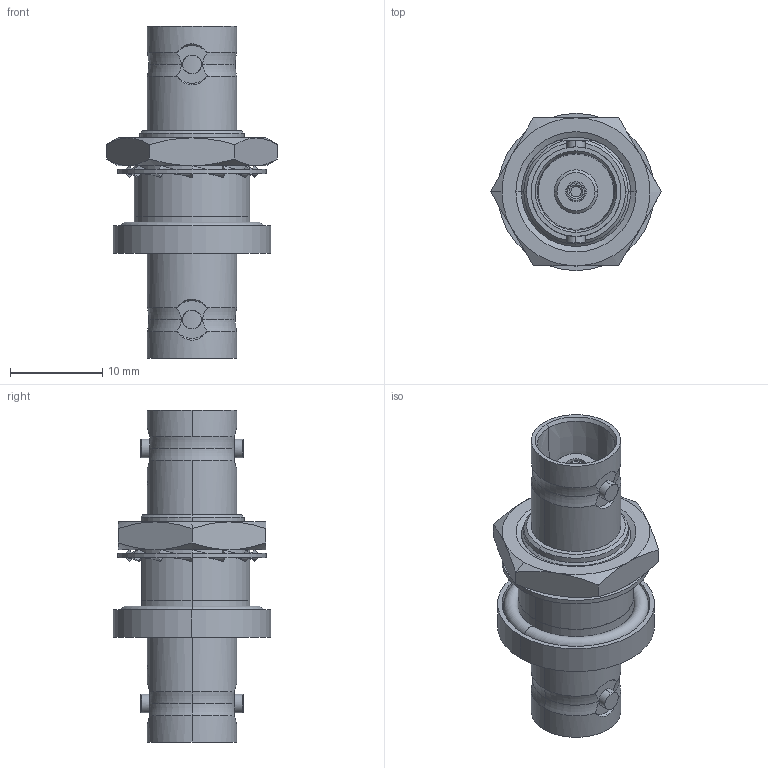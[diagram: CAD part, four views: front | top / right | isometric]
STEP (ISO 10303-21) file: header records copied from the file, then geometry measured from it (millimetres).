
FILE_DESCRIPTION (( 'STEP AP214' ), '1' );
FILE_NAME ('J01004A1233.STEP', '2015-02-05T09:44:45', ( '' ), ( '' ), 'SwSTEP 2.0', 'SolidWorks 2014', '' );
FILE_SCHEMA (( 'AUTOMOTIVE_DESIGN' ));
Length unit declared in the file: millimetre
Products named in the file (1): J01004A1233
Bounding box: 18.48 x 17 x 35.9 mm (x, y, z)
Volume: 3293.6 mm3; surface area: 2987.1 mm2
Topology: 3 solids, 3 shells, 316 faces, 788 edges, 506 vertices
Faces by surface type: plane 126, cylinder 79, cone 59, bspline 36, torus 16
Entity records: 13753 total; most frequent: CARTESIAN_POINT 3138, ORIENTED_EDGE 1576, DIRECTION 1349, EDGE_CURVE 788, VERTEX_POINT 506, AXIS2_PLACEMENT_3D 497, VECTOR 355, LINE 355
